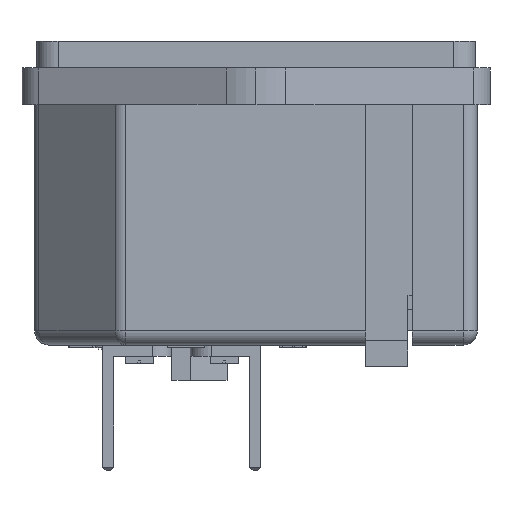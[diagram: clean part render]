
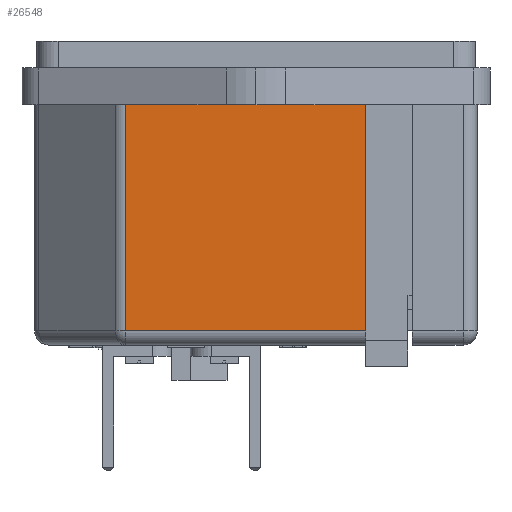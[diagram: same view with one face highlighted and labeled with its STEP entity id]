
A CAD part, left-side view. The second image highlights one B-rep face of the part: STEP entity #26548.
In plain terms, the highlighted planar face has unit normal (-1, 0, 0).
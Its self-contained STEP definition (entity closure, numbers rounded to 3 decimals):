
#270 = CARTESIAN_POINT ( 'NONE',  ( -13.65, 25.3, -17. ) ) ;
#1588 = VERTEX_POINT ( 'NONE', #20650 ) ;
#2812 = DIRECTION ( 'NONE',  ( 0., -1., 0. ) ) ;
#2963 = ORIENTED_EDGE ( 'NONE', *, *, #14235, .T. ) ;
#4830 = DIRECTION ( 'NONE',  ( 0., -1., 0. ) ) ;
#5095 = LINE ( 'NONE', #15918, #21213 ) ;
#5982 = ORIENTED_EDGE ( 'NONE', *, *, #9649, .T. ) ;
#6041 = LINE ( 'NONE', #11223, #29286 ) ;
#7631 = CARTESIAN_POINT ( 'NONE',  ( -13.65, 7.9, 0. ) ) ;
#9649 = EDGE_CURVE ( 'NONE', #1588, #10549, #6041, .T. ) ;
#10549 = VERTEX_POINT ( 'NONE', #19905 ) ;
#10584 = EDGE_CURVE ( 'NONE', #1588, #11704, #28819, .T. ) ;
#11034 = PLANE ( 'NONE',  #28972 ) ;
#11223 = CARTESIAN_POINT ( 'NONE',  ( -13.65, 24.886, -17. ) ) ;
#11704 = VERTEX_POINT ( 'NONE', #7631 ) ;
#14235 = EDGE_CURVE ( 'NONE', #10549, #23928, #5095, .T. ) ;
#14647 = VECTOR ( 'NONE', #27834, 1000. ) ;
#15865 = EDGE_CURVE ( 'NONE', #11704, #23928, #20430, .T. ) ;
#15918 = CARTESIAN_POINT ( 'NONE',  ( -13.65, 0., -16. ) ) ;
#17408 = DIRECTION ( 'NONE',  ( 0., -1., 0. ) ) ;
#18102 = ORIENTED_EDGE ( 'NONE', *, *, #10584, .F. ) ;
#18162 = VECTOR ( 'NONE', #17408, 1000. ) ;
#19673 = ORIENTED_EDGE ( 'NONE', *, *, #15865, .F. ) ;
#19905 = CARTESIAN_POINT ( 'NONE',  ( -13.65, 24.886, -16. ) ) ;
#20430 = LINE ( 'NONE', #23397, #14647 ) ;
#20650 = CARTESIAN_POINT ( 'NONE',  ( -13.65, 24.886, 0. ) ) ;
#21213 = VECTOR ( 'NONE', #2812, 1000. ) ;
#23340 = DIRECTION ( 'NONE',  ( 0., 0., -1. ) ) ;
#23397 = CARTESIAN_POINT ( 'NONE',  ( -13.65, 7.9, 3.667 ) ) ;
#23628 = FACE_OUTER_BOUND ( 'NONE', #27966, .T. ) ;
#23928 = VERTEX_POINT ( 'NONE', #23954 ) ;
#23954 = CARTESIAN_POINT ( 'NONE',  ( -13.65, 7.9, -16. ) ) ;
#26548 = ADVANCED_FACE ( 'NONE', ( #23628 ), #11034, .T. ) ;
#26680 = CARTESIAN_POINT ( 'NONE',  ( -13.65, 25.3, 0. ) ) ;
#27496 = DIRECTION ( 'NONE',  ( -1., 0., 0. ) ) ;
#27834 = DIRECTION ( 'NONE',  ( 0., 0., -1. ) ) ;
#27966 = EDGE_LOOP ( 'NONE', ( #19673, #18102, #5982, #2963 ) ) ;
#28819 = LINE ( 'NONE', #26680, #18162 ) ;
#28972 = AXIS2_PLACEMENT_3D ( 'NONE', #270, #27496, #4830 ) ;
#29286 = VECTOR ( 'NONE', #23340, 1000. ) ;
